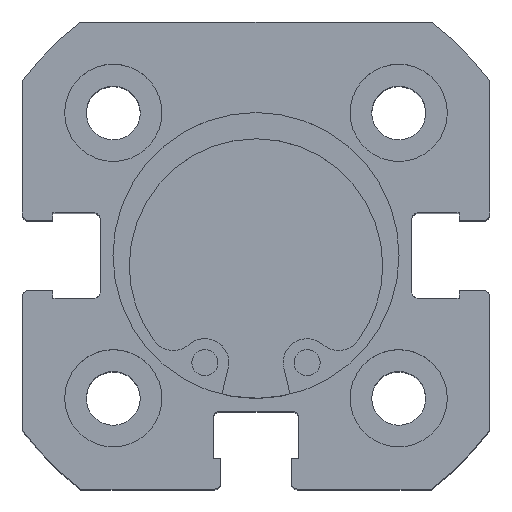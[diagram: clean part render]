
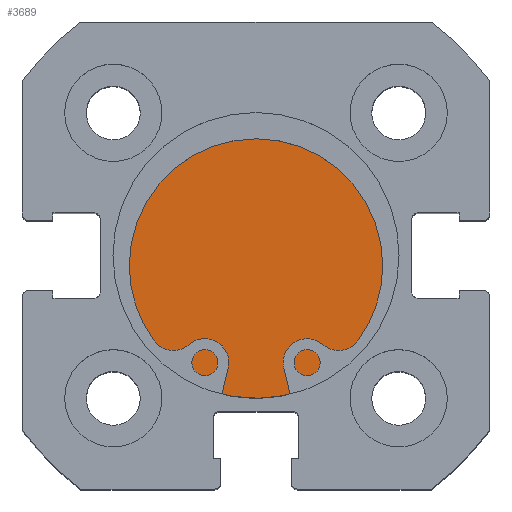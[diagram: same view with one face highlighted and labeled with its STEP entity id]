
A CAD part, top view. The second image highlights one B-rep face of the part: STEP entity #3689.
In plain terms, the highlighted face is planar.
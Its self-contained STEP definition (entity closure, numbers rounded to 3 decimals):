
#341 = DIRECTION ( 'NONE',  ( 0., 0., 1. ) ) ;
#342 = DIRECTION ( 'NONE',  ( -1., 0., 0. ) ) ;
#345 = CARTESIAN_POINT ( 'NONE',  ( 6., 0., 0. ) ) ;
#761 = EDGE_LOOP ( 'NONE', ( #4517, #4534 ) ) ;
#1293 = EDGE_CURVE ( 'NONE', #4885, #4917, #2075, .T. ) ;
#1567 = AXIS2_PLACEMENT_3D ( 'NONE', #3526, #3510, #3501 ) ;
#1833 = AXIS2_PLACEMENT_3D ( 'NONE', #3405, #3381, #3379 ) ;
#2075 = CIRCLE ( 'NONE', #1567, 11. ) ;
#2721 = FACE_OUTER_BOUND ( 'NONE', #761, .T. ) ;
#2959 = CIRCLE ( 'NONE', #5352, 11. ) ;
#3379 = DIRECTION ( 'NONE',  ( 0., 0., 1. ) ) ;
#3381 = DIRECTION ( 'NONE',  ( -1., 0., 0. ) ) ;
#3405 = CARTESIAN_POINT ( 'NONE',  ( 6., 11., 0. ) ) ;
#3472 = PLANE ( 'NONE',  #1833 ) ;
#3501 = DIRECTION ( 'NONE',  ( 0., 0., 1. ) ) ;
#3510 = DIRECTION ( 'NONE',  ( -1., 0., 0. ) ) ;
#3526 = CARTESIAN_POINT ( 'NONE',  ( 6., 0., 0. ) ) ;
#3689 = ADVANCED_FACE ( 'NONE', ( #2721 ), #3472, .F. ) ;
#4517 = ORIENTED_EDGE ( 'NONE', *, *, #1293, .F. ) ;
#4534 = ORIENTED_EDGE ( 'NONE', *, *, #5024, .F. ) ;
#4885 = VERTEX_POINT ( 'NONE', #5688 ) ;
#4917 = VERTEX_POINT ( 'NONE', #5656 ) ;
#5024 = EDGE_CURVE ( 'NONE', #4917, #4885, #2959, .T. ) ;
#5352 = AXIS2_PLACEMENT_3D ( 'NONE', #345, #342, #341 ) ;
#5656 = CARTESIAN_POINT ( 'NONE',  ( 6., 0., -11. ) ) ;
#5688 = CARTESIAN_POINT ( 'NONE',  ( 6., 0., 11. ) ) ;
